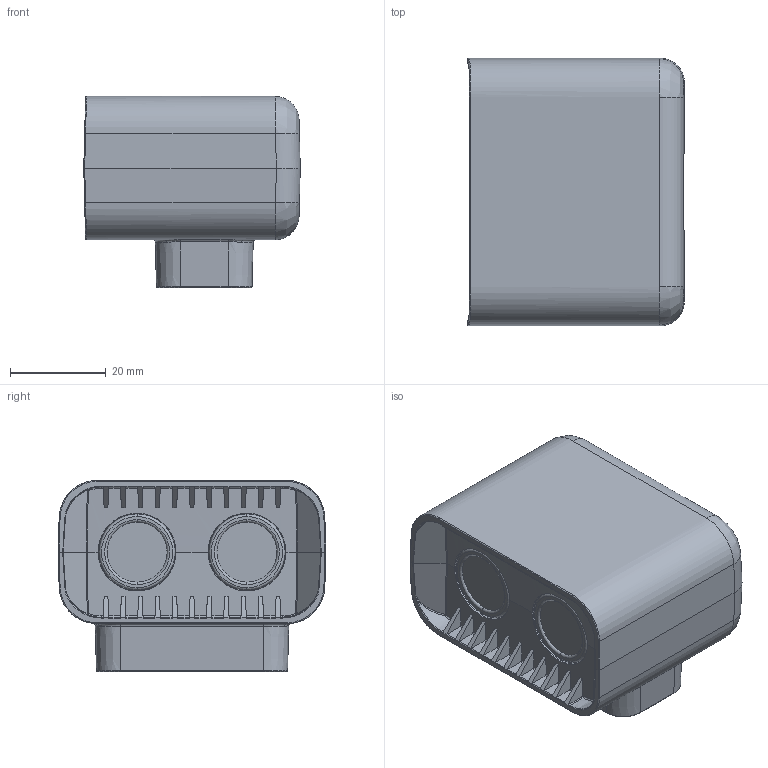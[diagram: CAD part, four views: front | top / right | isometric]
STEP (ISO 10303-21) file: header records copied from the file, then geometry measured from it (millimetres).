
FILE_DESCRIPTION (( 'STEP AP214' ), '1' );
FILE_NAME ('USbeta.stp', '2019-09-09T12:55:57', ( '' ), ( '' ), 'SwSTEP 2.0', 'SolidWorks 2019', '' );
FILE_SCHEMA (( 'AUTOMOTIVE_DESIGN' ));
Length unit declared in the file: millimetre
Products named in the file (1): USbeta
Bounding box: 45.32 x 56 x 40 mm (x, y, z)
Volume: 68132.3 mm3; surface area: 21120.7 mm2
Topology: 1 solids, 1 shells, 675 faces, 1873 edges, 1211 vertices
Faces by surface type: plane 284, cone 182, cylinder 144, bspline 45, torus 16, sphere 4
Entity records: 24673 total; most frequent: CARTESIAN_POINT 7468, ORIENTED_EDGE 3744, DIRECTION 3376, EDGE_CURVE 1872, VERTEX_POINT 1211, AXIS2_PLACEMENT_3D 1173, LINE 1030, VECTOR 1030
